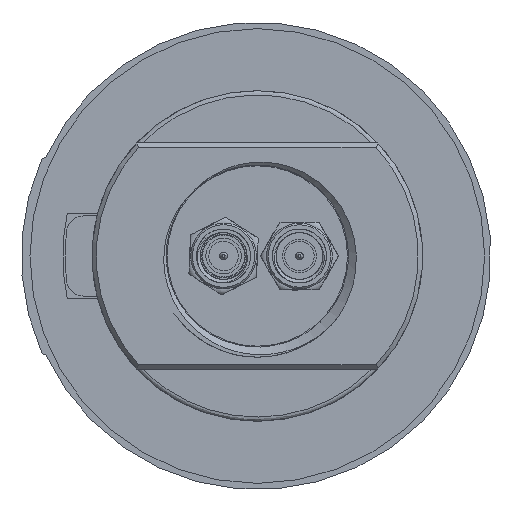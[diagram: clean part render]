
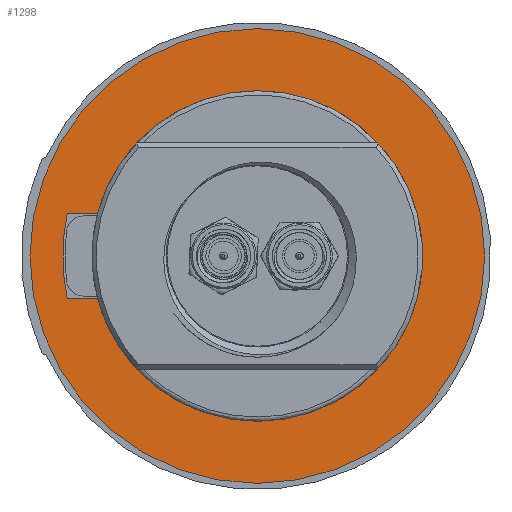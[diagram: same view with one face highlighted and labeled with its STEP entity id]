
A CAD part, front view. The second image highlights one B-rep face of the part: STEP entity #1298.
In plain terms, the highlighted planar face has unit normal (0, -1, 0).
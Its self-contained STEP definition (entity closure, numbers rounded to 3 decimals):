
#96 = EDGE_CURVE ( 'NONE', #11998, #7305, #4573, .T. ) ;
#407 = FACE_OUTER_BOUND ( 'NONE', #4979, .T. ) ;
#637 = CIRCLE ( 'NONE', #9868, 23.1 ) ;
#669 = DIRECTION ( 'NONE',  ( 0., 1., 0. ) ) ;
#736 = AXIS2_PLACEMENT_3D ( 'NONE', #5391, #669, #3645 ) ;
#987 = CARTESIAN_POINT ( 'NONE',  ( -16.233, -6., 5.05 ) ) ;
#1298 = ADVANCED_FACE ( 'NONE', ( #407, #10991 ), #4199, .T. ) ;
#1738 = DIRECTION ( 'NONE',  ( 0., -1., 0. ) ) ;
#1798 = AXIS2_PLACEMENT_3D ( 'NONE', #11498, #1738, #3575 ) ;
#1829 = LINE ( 'NONE', #3672, #12262 ) ;
#2279 = AXIS2_PLACEMENT_3D ( 'NONE', #10610, #9477, #12461 ) ;
#2462 = EDGE_LOOP ( 'NONE', ( #2972, #8543, #11695, #6344 ) ) ;
#2939 = VERTEX_POINT ( 'NONE', #3507 ) ;
#2972 = ORIENTED_EDGE ( 'NONE', *, *, #10606, .T. ) ;
#2984 = CARTESIAN_POINT ( 'NONE',  ( -21.665, -6., 5.05 ) ) ;
#3393 = CARTESIAN_POINT ( 'NONE',  ( -22.541, -6., 5.05 ) ) ;
#3507 = CARTESIAN_POINT ( 'NONE',  ( -22.541, -6., -5.05 ) ) ;
#3575 = DIRECTION ( 'NONE',  ( 0., 0., 1. ) ) ;
#3645 = DIRECTION ( 'NONE',  ( 0., 0., 1. ) ) ;
#3672 = CARTESIAN_POINT ( 'NONE',  ( -21.665, -6., -5.05 ) ) ;
#3875 = DIRECTION ( 'NONE',  ( 1., 0., 0. ) ) ;
#4199 = PLANE ( 'NONE',  #1798 ) ;
#4573 = CIRCLE ( 'NONE', #736, 17. ) ;
#4811 = LINE ( 'NONE', #2984, #5441 ) ;
#4979 = EDGE_LOOP ( 'NONE', ( #9359 ) ) ;
#5291 = EDGE_CURVE ( 'NONE', #6477, #11998, #4811, .T. ) ;
#5391 = CARTESIAN_POINT ( 'NONE',  ( 0., -6., 0. ) ) ;
#5441 = VECTOR ( 'NONE', #3875, 1000. ) ;
#6080 = VERTEX_POINT ( 'NONE', #8752 ) ;
#6344 = ORIENTED_EDGE ( 'NONE', *, *, #11814, .T. ) ;
#6477 = VERTEX_POINT ( 'NONE', #3393 ) ;
#7305 = VERTEX_POINT ( 'NONE', #8703 ) ;
#7357 = CARTESIAN_POINT ( 'NONE',  ( 0., -6., 0. ) ) ;
#8238 = DIRECTION ( 'NONE',  ( 0., 1., 0. ) ) ;
#8543 = ORIENTED_EDGE ( 'NONE', *, *, #5291, .T. ) ;
#8627 = DIRECTION ( 'NONE',  ( -1., 0., 0. ) ) ;
#8703 = CARTESIAN_POINT ( 'NONE',  ( -16.233, -6., -5.05 ) ) ;
#8752 = CARTESIAN_POINT ( 'NONE',  ( 0., -6., 26.96 ) ) ;
#8820 = EDGE_CURVE ( 'NONE', #6080, #6080, #9101, .T. ) ;
#9101 = CIRCLE ( 'NONE', #2279, 26.96 ) ;
#9359 = ORIENTED_EDGE ( 'NONE', *, *, #8820, .T. ) ;
#9477 = DIRECTION ( 'NONE',  ( 0., -1., 0. ) ) ;
#9868 = AXIS2_PLACEMENT_3D ( 'NONE', #7357, #8238, #12085 ) ;
#10606 = EDGE_CURVE ( 'NONE', #2939, #6477, #637, .T. ) ;
#10610 = CARTESIAN_POINT ( 'NONE',  ( 0., -6., 0. ) ) ;
#10991 = FACE_BOUND ( 'NONE', #2462, .T. ) ;
#11498 = CARTESIAN_POINT ( 'NONE',  ( -21.665, -6., 10.218 ) ) ;
#11695 = ORIENTED_EDGE ( 'NONE', *, *, #96, .T. ) ;
#11814 = EDGE_CURVE ( 'NONE', #7305, #2939, #1829, .T. ) ;
#11998 = VERTEX_POINT ( 'NONE', #987 ) ;
#12085 = DIRECTION ( 'NONE',  ( 0., 0., -1. ) ) ;
#12262 = VECTOR ( 'NONE', #8627, 1000. ) ;
#12461 = DIRECTION ( 'NONE',  ( 0., 0., 1. ) ) ;
